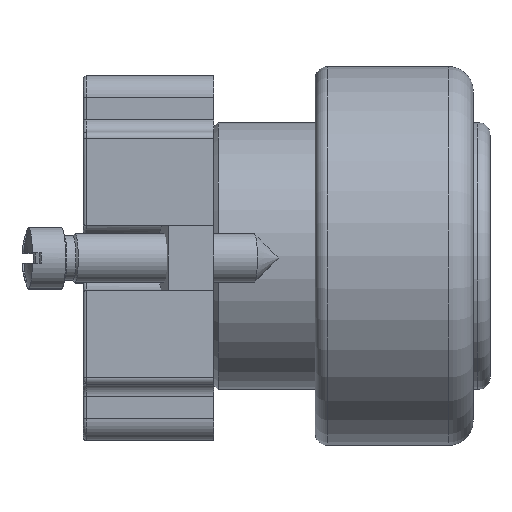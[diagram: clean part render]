
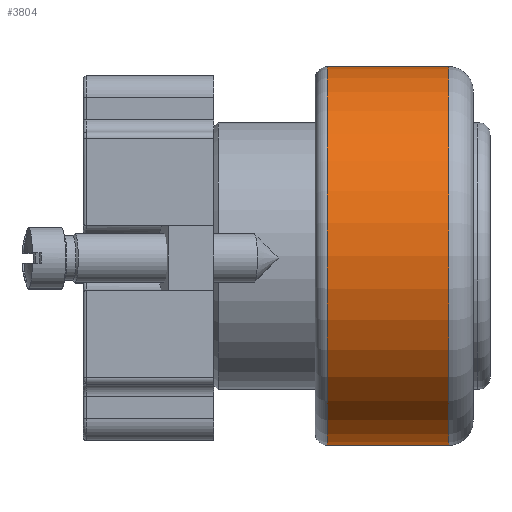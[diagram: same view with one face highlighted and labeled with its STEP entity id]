
A CAD part, top view. The second image highlights one B-rep face of the part: STEP entity #3804.
In plain terms, the highlighted cylindrical face has radius 15.6 mm (diameter 31.2 mm), a full revolution.
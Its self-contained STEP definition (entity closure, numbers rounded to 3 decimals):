
#742=FACE_BOUND('',#1132,.T.);
#791=CYLINDRICAL_SURFACE('',#4062,15.6);
#893=FACE_OUTER_BOUND('',#1131,.T.);
#1131=EDGE_LOOP('',(#2600));
#1132=EDGE_LOOP('',(#2601));
#1403=CIRCLE('',#4060,15.6);
#1405=CIRCLE('',#4063,15.6);
#1623=VERTEX_POINT('',#5846);
#1625=VERTEX_POINT('',#5851);
#2011=EDGE_CURVE('',#1623,#1623,#1403,.T.);
#2013=EDGE_CURVE('',#1625,#1625,#1405,.T.);
#2600=ORIENTED_EDGE('',*,*,#2013,.F.);
#2601=ORIENTED_EDGE('',*,*,#2011,.T.);
#3804=ADVANCED_FACE('',(#893,#742),#791,.T.);
#4060=AXIS2_PLACEMENT_3D('',#5847,#4603,#4604);
#4062=AXIS2_PLACEMENT_3D('',#5850,#4607,#4608);
#4063=AXIS2_PLACEMENT_3D('',#5852,#4609,#4610);
#4603=DIRECTION('center_axis',(1.,0.,0.));
#4604=DIRECTION('ref_axis',(0.,1.,0.));
#4607=DIRECTION('center_axis',(1.,0.,0.));
#4608=DIRECTION('ref_axis',(0.,1.,0.));
#4609=DIRECTION('center_axis',(1.,0.,0.));
#4610=DIRECTION('ref_axis',(0.,1.,0.));
#5846=CARTESIAN_POINT('',(-7.645,16.52,0.));
#5847=CARTESIAN_POINT('Origin',(-7.645,0.92,0.));
#5850=CARTESIAN_POINT('Origin',(-2.645,0.92,0.));
#5851=CARTESIAN_POINT('',(2.355,16.52,0.));
#5852=CARTESIAN_POINT('Origin',(2.355,0.92,0.));
